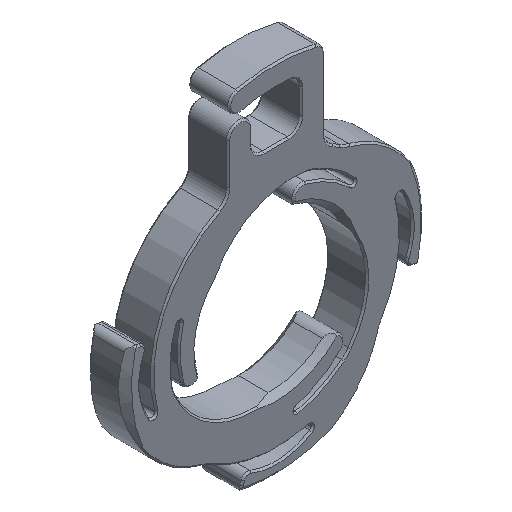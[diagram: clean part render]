
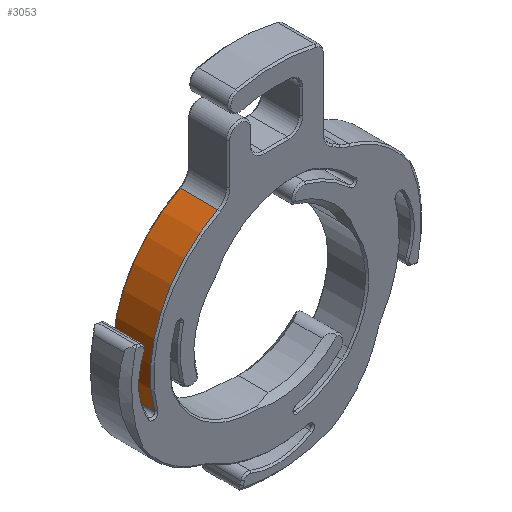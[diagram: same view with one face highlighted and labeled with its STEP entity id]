
A CAD part, isometric view. The second image highlights one B-rep face of the part: STEP entity #3053.
In plain terms, the highlighted cylindrical face has radius 15.2 mm (diameter 30.4 mm), a partial arc.
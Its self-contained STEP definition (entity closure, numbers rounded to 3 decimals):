
#55=CYLINDRICAL_SURFACE('',#3445,15.2);
#204=FACE_OUTER_BOUND('',#396,.T.);
#396=EDGE_LOOP('',(#2419,#2420,#2421,#2422));
#608=LINE('',#5484,#805);
#609=LINE('',#5488,#806);
#805=VECTOR('',#4277,10.);
#806=VECTOR('',#4282,10.);
#1039=CIRCLE('',#3400,15.2);
#1061=CIRCLE('',#3446,15.2);
#1359=VERTEX_POINT('',#5339);
#1361=VERTEX_POINT('',#5346);
#1394=VERTEX_POINT('',#5483);
#1395=VERTEX_POINT('',#5487);
#1724=EDGE_CURVE('',#1361,#1359,#1039,.T.);
#1779=EDGE_CURVE('',#1359,#1394,#608,.T.);
#1781=EDGE_CURVE('',#1395,#1361,#609,.T.);
#1782=EDGE_CURVE('',#1394,#1395,#1061,.T.);
#2419=ORIENTED_EDGE('',*,*,#1724,.F.);
#2420=ORIENTED_EDGE('',*,*,#1781,.F.);
#2421=ORIENTED_EDGE('',*,*,#1782,.F.);
#2422=ORIENTED_EDGE('',*,*,#1779,.F.);
#3053=ADVANCED_FACE('',(#204),#55,.T.);
#3400=AXIS2_PLACEMENT_3D('',#5348,#4160,#4161);
#3445=AXIS2_PLACEMENT_3D('',#5486,#4280,#4281);
#3446=AXIS2_PLACEMENT_3D('',#5489,#4283,#4284);
#4160=DIRECTION('center_axis',(0.,1.,0.));
#4161=DIRECTION('ref_axis',(-1.,0.,0.));
#4277=DIRECTION('',(0.,-1.,0.));
#4280=DIRECTION('center_axis',(0.,1.,0.));
#4281=DIRECTION('ref_axis',(-1.,0.,0.));
#4282=DIRECTION('',(0.,1.,0.));
#4283=DIRECTION('center_axis',(0.,-1.,0.));
#4284=DIRECTION('ref_axis',(-1.,0.,0.));
#5339=CARTESIAN_POINT('',(-6.981,4.8,13.502));
#5346=CARTESIAN_POINT('',(-14.686,4.8,-3.92));
#5348=CARTESIAN_POINT('Origin',(0.,4.8,0.));
#5483=CARTESIAN_POINT('',(-6.981,0.2,13.502));
#5484=CARTESIAN_POINT('',(-6.981,0.,13.502));
#5486=CARTESIAN_POINT('Origin',(0.,0.,0.));
#5487=CARTESIAN_POINT('',(-14.686,0.2,-3.92));
#5488=CARTESIAN_POINT('',(-14.686,0.,-3.92));
#5489=CARTESIAN_POINT('Origin',(0.,0.2,0.));
